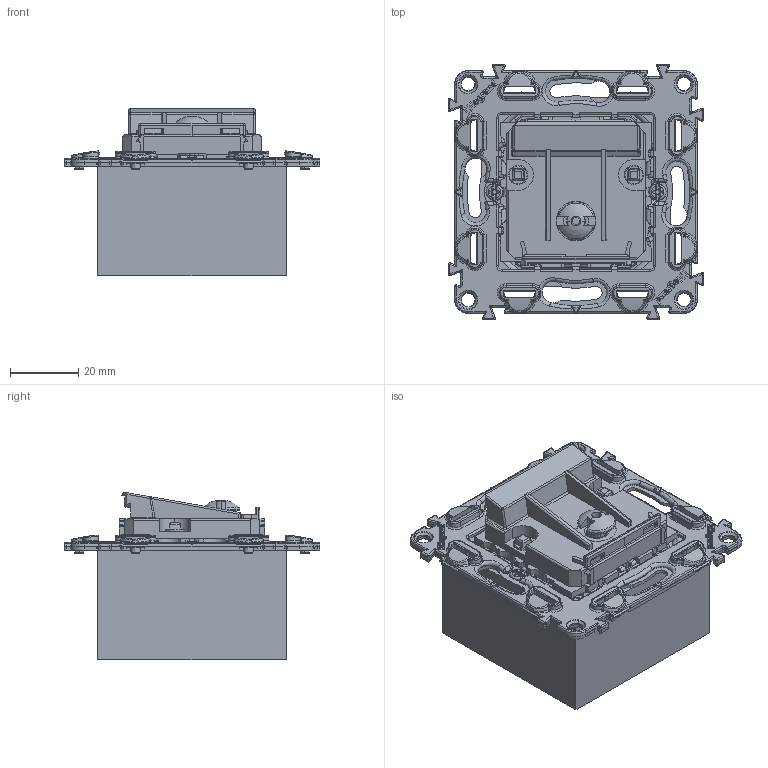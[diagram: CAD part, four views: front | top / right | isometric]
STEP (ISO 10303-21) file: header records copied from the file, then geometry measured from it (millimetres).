
FILE_DESCRIPTION(('CATIA V5 STEP Exchange','CAx-IF Rec.Pracs.--- Model Styling and Organization---1.4--- 2014-01-23'),'2;1');
FILE_NAME('752025_AllCATPart.stp','2020-02-13T09:24:25+00:00',('none'),('none'),'CATIA Version 5-6 Release 2017 SP3','CATIA V5 STEP AP214','none');
FILE_SCHEMA(('AUTOMOTIVE_DESIGN { 1 0 10303 214 1 1 1 1 }'));
Products named in the file (1): 7520025_AllCATPart
Bounding box: 74.7 x 74.7 x 48.83 mm (x, y, z)
Volume: 109736.1 mm3; surface area: 30191.8 mm2
Topology: 1 solids, 3 shells, 5706 faces, 16378 edges, 10645 vertices
Faces by surface type: plane 4247, cylinder 702, bspline 302, cone 228, torus 175, sphere 40, extrusion 12
Entity records: 200937 total; most frequent: CARTESIAN_POINT 61011, ORIENTED_EDGE 32608, DIRECTION 23123, EDGE_CURVE 16304, VECTOR 12468, LINE 12456, VERTEX_POINT 10645, AXIS2_PLACEMENT_3D 6062
